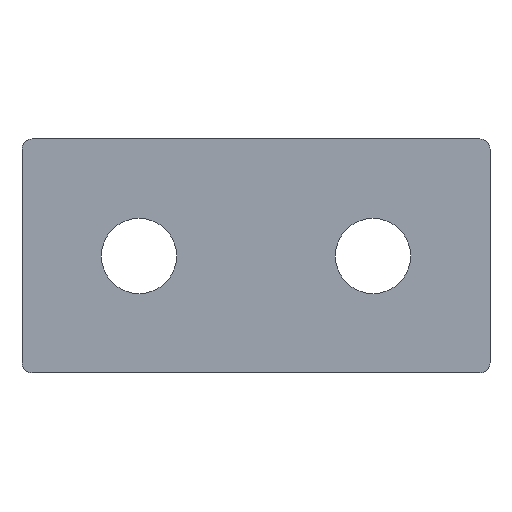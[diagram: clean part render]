
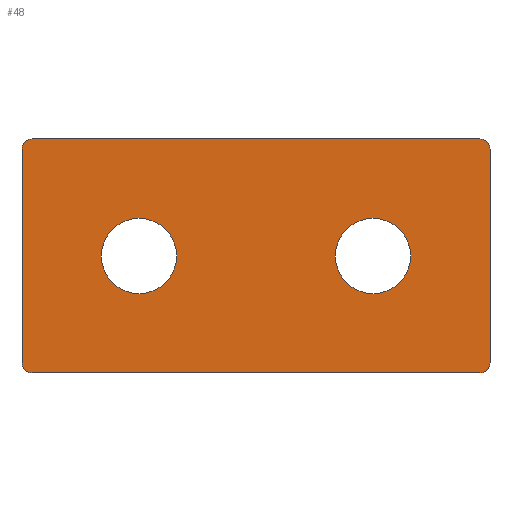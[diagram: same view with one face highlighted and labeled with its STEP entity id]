
A CAD part, front view. The second image highlights one B-rep face of the part: STEP entity #48.
In plain terms, the highlighted planar face has unit normal (0, -1, 0).
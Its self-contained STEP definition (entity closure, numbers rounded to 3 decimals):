
#48 = ADVANCED_FACE( '', ( #107, #108, #109 ), #110, .F. );
#107 = FACE_BOUND( '', #184, .T. );
#108 = FACE_BOUND( '', #185, .T. );
#109 = FACE_OUTER_BOUND( '', #186, .T. );
#110 = PLANE( '', #187 );
#184 = EDGE_LOOP( '', ( #265 ) );
#185 = EDGE_LOOP( '', ( #266 ) );
#186 = EDGE_LOOP( '', ( #267, #268, #269, #270, #271, #272, #273, #274 ) );
#187 = AXIS2_PLACEMENT_3D( '', #275, #276, #277 );
#265 = ORIENTED_EDGE( '', *, *, #427, .F. );
#266 = ORIENTED_EDGE( '', *, *, #428, .F. );
#267 = ORIENTED_EDGE( '', *, *, #429, .F. );
#268 = ORIENTED_EDGE( '', *, *, #430, .F. );
#269 = ORIENTED_EDGE( '', *, *, #420, .F. );
#270 = ORIENTED_EDGE( '', *, *, #431, .F. );
#271 = ORIENTED_EDGE( '', *, *, #432, .F. );
#272 = ORIENTED_EDGE( '', *, *, #433, .F. );
#273 = ORIENTED_EDGE( '', *, *, #424, .F. );
#274 = ORIENTED_EDGE( '', *, *, #434, .F. );
#275 = CARTESIAN_POINT( '', ( 2., 0., -2. ) );
#276 = DIRECTION( '', ( 0., 1., 0. ) );
#277 = DIRECTION( '', ( 0., 0., 1. ) );
#420 = EDGE_CURVE( '', #486, #482, #488, .T. );
#424 = EDGE_CURVE( '', #493, #495, #496, .T. );
#427 = EDGE_CURVE( '', #499, #499, #500, .T. );
#428 = EDGE_CURVE( '', #501, #501, #502, .T. );
#429 = EDGE_CURVE( '', #503, #504, #505, .T. );
#430 = EDGE_CURVE( '', #482, #503, #506, .T. );
#431 = EDGE_CURVE( '', #507, #486, #508, .T. );
#432 = EDGE_CURVE( '', #509, #507, #510, .T. );
#433 = EDGE_CURVE( '', #495, #509, #511, .T. );
#434 = EDGE_CURVE( '', #504, #493, #512, .T. );
#482 = VERTEX_POINT( '', #578 );
#486 = VERTEX_POINT( '', #584 );
#488 = LINE( '', #587, #588 );
#493 = VERTEX_POINT( '', #594 );
#495 = VERTEX_POINT( '', #597 );
#496 = LINE( '', #598, #599 );
#499 = VERTEX_POINT( '', #603 );
#500 = CIRCLE( '', #604, 7.25 );
#501 = VERTEX_POINT( '', #605 );
#502 = CIRCLE( '', #606, 7.25 );
#503 = VERTEX_POINT( '', #607 );
#504 = VERTEX_POINT( '', #608 );
#505 = LINE( '', #609, #610 );
#506 = CIRCLE( '', #611, 2. );
#507 = VERTEX_POINT( '', #612 );
#508 = CIRCLE( '', #613, 2. );
#509 = VERTEX_POINT( '', #614 );
#510 = LINE( '', #615, #616 );
#511 = CIRCLE( '', #617, 2. );
#512 = CIRCLE( '', #618, 2. );
#578 = CARTESIAN_POINT( '', ( 2., 0., -45. ) );
#584 = CARTESIAN_POINT( '', ( 88., 0., -45. ) );
#587 = CARTESIAN_POINT( '', ( 88., 0., -45. ) );
#588 = VECTOR( '', #695, 1000. );
#594 = CARTESIAN_POINT( '', ( 2., 0., 0. ) );
#597 = CARTESIAN_POINT( '', ( 88., 0., 0. ) );
#598 = CARTESIAN_POINT( '', ( 2., 0., 0. ) );
#599 = VECTOR( '', #698, 1000. );
#603 = CARTESIAN_POINT( '', ( 67.5, 0., -29.75 ) );
#604 = AXIS2_PLACEMENT_3D( '', #700, #701, #702 );
#605 = CARTESIAN_POINT( '', ( 22.5, 0., -29.75 ) );
#606 = AXIS2_PLACEMENT_3D( '', #703, #704, #705 );
#607 = CARTESIAN_POINT( '', ( 0., 0., -43. ) );
#608 = CARTESIAN_POINT( '', ( 0., 0., -2. ) );
#609 = CARTESIAN_POINT( '', ( 0., 0., -43. ) );
#610 = VECTOR( '', #706, 1000. );
#611 = AXIS2_PLACEMENT_3D( '', #707, #708, #709 );
#612 = CARTESIAN_POINT( '', ( 90., 0., -43. ) );
#613 = AXIS2_PLACEMENT_3D( '', #710, #711, #712 );
#614 = CARTESIAN_POINT( '', ( 90., 0., -2. ) );
#615 = CARTESIAN_POINT( '', ( 90., 0., -2. ) );
#616 = VECTOR( '', #713, 1000. );
#617 = AXIS2_PLACEMENT_3D( '', #714, #715, #716 );
#618 = AXIS2_PLACEMENT_3D( '', #717, #718, #719 );
#695 = DIRECTION( '', ( -1., 0., 0. ) );
#698 = DIRECTION( '', ( 1., 0., 0. ) );
#700 = CARTESIAN_POINT( '', ( 67.5, 0., -22.5 ) );
#701 = DIRECTION( '', ( 0., -1., 0. ) );
#702 = DIRECTION( '', ( 0., 0., -1. ) );
#703 = CARTESIAN_POINT( '', ( 22.5, 0., -22.5 ) );
#704 = DIRECTION( '', ( 0., -1., 0. ) );
#705 = DIRECTION( '', ( 0., 0., -1. ) );
#706 = DIRECTION( '', ( 0., 0., 1. ) );
#707 = CARTESIAN_POINT( '', ( 2., 0., -43. ) );
#708 = DIRECTION( '', ( 0., 1., 0. ) );
#709 = DIRECTION( '', ( 1., 0., 0. ) );
#710 = CARTESIAN_POINT( '', ( 88., 0., -43. ) );
#711 = DIRECTION( '', ( 0., 1., 0. ) );
#712 = DIRECTION( '', ( 1., 0., 0. ) );
#713 = DIRECTION( '', ( 0., 0., -1. ) );
#714 = CARTESIAN_POINT( '', ( 88., 0., -2. ) );
#715 = DIRECTION( '', ( 0., 1., 0. ) );
#716 = DIRECTION( '', ( 1., 0., 0. ) );
#717 = CARTESIAN_POINT( '', ( 2., 0., -2. ) );
#718 = DIRECTION( '', ( 0., 1., 0. ) );
#719 = DIRECTION( '', ( 1., 0., 0. ) );
